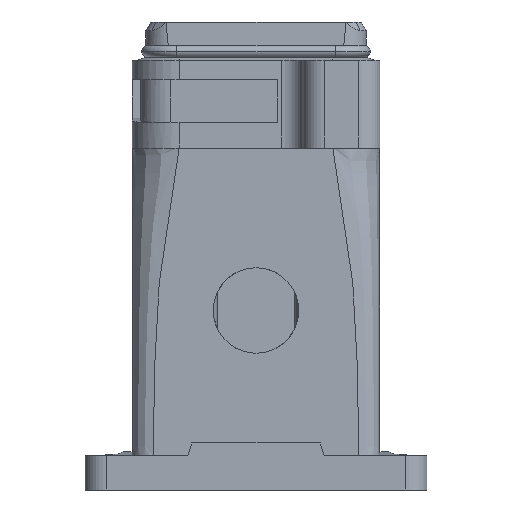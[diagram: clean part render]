
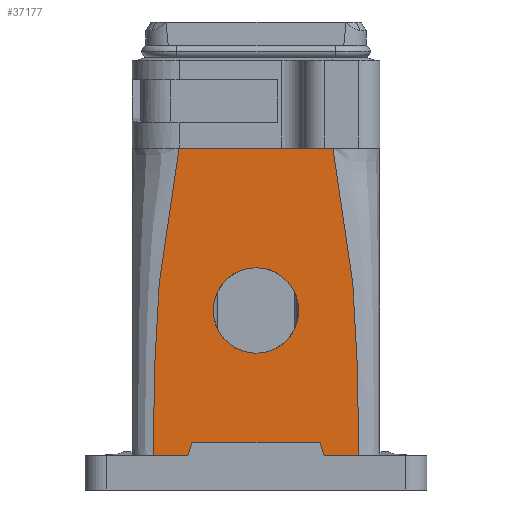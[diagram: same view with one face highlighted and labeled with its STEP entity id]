
A CAD part, front view. The second image highlights one B-rep face of the part: STEP entity #37177.
In plain terms, the highlighted planar face has unit normal (0, -1, 0).
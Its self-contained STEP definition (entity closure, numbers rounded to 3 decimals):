
#35260=AXIS2_PLACEMENT_3D('Circle Axis2P3D',#35258,#35259,$) ;
#35276=AXIS2_PLACEMENT_3D('Circle Axis2P3D',#35274,#35275,$) ;
#37111=AXIS2_PLACEMENT_3D('Plane Axis2P3D',#37108,#37109,#37110) ;
#7894=CARTESIAN_POINT('Vertex',(22.,29.499,80.)) ;
#7897=CARTESIAN_POINT('Line Origine',(34.,29.499,80.)) ;
#7901=CARTESIAN_POINT('Vertex',(46.,29.499,80.)) ;
#8617=CARTESIAN_POINT('Vertex',(16.,29.5,8.)) ;
#8621=CARTESIAN_POINT('Control Point',(22.,29.5,80.)) ;
#8622=CARTESIAN_POINT('Control Point',(22.,29.5,79.692)) ;
#8623=CARTESIAN_POINT('Control Point',(22.,29.5,79.387)) ;
#8624=CARTESIAN_POINT('Control Point',(21.999,29.5,79.098)) ;
#8625=CARTESIAN_POINT('Control Point',(21.993,29.5,78.474)) ;
#8626=CARTESIAN_POINT('Control Point',(21.978,29.5,77.849)) ;
#8627=CARTESIAN_POINT('Control Point',(21.967,29.5,77.532)) ;
#8628=CARTESIAN_POINT('Control Point',(21.9,29.5,76.111)) ;
#8629=CARTESIAN_POINT('Control Point',(21.752,29.5,74.694)) ;
#8630=CARTESIAN_POINT('Control Point',(21.578,29.5,73.597)) ;
#8631=CARTESIAN_POINT('Control Point',(21.17,29.5,71.575)) ;
#8632=CARTESIAN_POINT('Control Point',(20.67,29.5,69.567)) ;
#8633=CARTESIAN_POINT('Control Point',(20.431,29.5,68.644)) ;
#8634=CARTESIAN_POINT('Control Point',(19.976,29.5,66.856)) ;
#8635=CARTESIAN_POINT('Control Point',(19.567,29.5,65.061)) ;
#8636=CARTESIAN_POINT('Control Point',(19.386,29.5,64.191)) ;
#8637=CARTESIAN_POINT('Control Point',(19.126,29.5,62.781)) ;
#8638=CARTESIAN_POINT('Control Point',(18.895,29.5,61.369)) ;
#8639=CARTESIAN_POINT('Control Point',(18.816,29.5,60.875)) ;
#8640=CARTESIAN_POINT('Control Point',(18.652,29.5,59.807)) ;
#8641=CARTESIAN_POINT('Control Point',(18.499,29.5,58.737)) ;
#8642=CARTESIAN_POINT('Control Point',(18.426,29.5,58.206)) ;
#8643=CARTESIAN_POINT('Control Point',(17.469,29.5,51.049)) ;
#8644=CARTESIAN_POINT('Control Point',(16.927,29.5,43.855)) ;
#8645=CARTESIAN_POINT('Control Point',(16.528,29.5,37.157)) ;
#8646=CARTESIAN_POINT('Control Point',(16.152,29.5,27.47)) ;
#8647=CARTESIAN_POINT('Control Point',(16.022,29.5,17.78)) ;
#8648=CARTESIAN_POINT('Control Point',(16.003,29.5,14.755)) ;
#8649=CARTESIAN_POINT('Control Point',(16.,29.5,11.607)) ;
#8650=CARTESIAN_POINT('Control Point',(16.,29.5,8.458)) ;
#8651=CARTESIAN_POINT('Control Point',(16.,29.5,8.322)) ;
#8652=CARTESIAN_POINT('Control Point',(16.,29.5,8.17)) ;
#8653=CARTESIAN_POINT('Control Point',(16.,29.5,8.)) ;
#8721=CARTESIAN_POINT('Vertex',(24.063,29.5,8.)) ;
#8724=CARTESIAN_POINT('Line Origine',(20.031,29.5,8.)) ;
#8765=CARTESIAN_POINT('Line Origine',(24.531,29.5,9.5)) ;
#8769=CARTESIAN_POINT('Vertex',(25.,29.5,11.)) ;
#8796=CARTESIAN_POINT('Line Origine',(40.,29.5,11.)) ;
#8800=CARTESIAN_POINT('Vertex',(55.,29.5,11.)) ;
#35248=CARTESIAN_POINT('Vertex',(31.224,29.5,46.794)) ;
#35255=CARTESIAN_POINT('Vertex',(48.776,29.5,37.206)) ;
#35258=CARTESIAN_POINT('Axis2P3D Location',(40.,29.5,42.)) ;
#35274=CARTESIAN_POINT('Axis2P3D Location',(40.,29.5,42.)) ;
#37002=CARTESIAN_POINT('Vertex',(55.938,29.5,8.)) ;
#37005=CARTESIAN_POINT('Line Origine',(55.469,29.5,9.5)) ;
#37108=CARTESIAN_POINT('Axis2P3D Location',(69.,29.5,8.)) ;
#37113=CARTESIAN_POINT('Line Origine',(59.969,29.5,8.)) ;
#37117=CARTESIAN_POINT('Vertex',(64.,29.5,8.)) ;
#37121=CARTESIAN_POINT('Control Point',(58.,29.5,80.)) ;
#37122=CARTESIAN_POINT('Control Point',(58.,29.5,79.692)) ;
#37123=CARTESIAN_POINT('Control Point',(58.,29.5,79.387)) ;
#37124=CARTESIAN_POINT('Control Point',(58.001,29.5,79.098)) ;
#37125=CARTESIAN_POINT('Control Point',(58.007,29.5,78.474)) ;
#37126=CARTESIAN_POINT('Control Point',(58.022,29.5,77.849)) ;
#37127=CARTESIAN_POINT('Control Point',(58.033,29.5,77.532)) ;
#37128=CARTESIAN_POINT('Control Point',(58.1,29.5,76.111)) ;
#37129=CARTESIAN_POINT('Control Point',(58.248,29.5,74.694)) ;
#37130=CARTESIAN_POINT('Control Point',(58.422,29.5,73.597)) ;
#37131=CARTESIAN_POINT('Control Point',(58.83,29.5,71.575)) ;
#37132=CARTESIAN_POINT('Control Point',(59.33,29.5,69.567)) ;
#37133=CARTESIAN_POINT('Control Point',(59.569,29.5,68.644)) ;
#37134=CARTESIAN_POINT('Control Point',(60.024,29.5,66.856)) ;
#37135=CARTESIAN_POINT('Control Point',(60.433,29.5,65.061)) ;
#37136=CARTESIAN_POINT('Control Point',(60.614,29.5,64.191)) ;
#37137=CARTESIAN_POINT('Control Point',(60.874,29.5,62.781)) ;
#37138=CARTESIAN_POINT('Control Point',(61.105,29.5,61.369)) ;
#37139=CARTESIAN_POINT('Control Point',(61.184,29.5,60.875)) ;
#37140=CARTESIAN_POINT('Control Point',(61.348,29.5,59.807)) ;
#37141=CARTESIAN_POINT('Control Point',(61.501,29.5,58.737)) ;
#37142=CARTESIAN_POINT('Control Point',(61.574,29.5,58.206)) ;
#37143=CARTESIAN_POINT('Control Point',(62.531,29.5,51.049)) ;
#37144=CARTESIAN_POINT('Control Point',(63.073,29.5,43.855)) ;
#37145=CARTESIAN_POINT('Control Point',(63.472,29.5,37.157)) ;
#37146=CARTESIAN_POINT('Control Point',(63.848,29.5,27.47)) ;
#37147=CARTESIAN_POINT('Control Point',(63.978,29.5,17.78)) ;
#37148=CARTESIAN_POINT('Control Point',(63.997,29.5,14.755)) ;
#37149=CARTESIAN_POINT('Control Point',(64.,29.5,11.607)) ;
#37150=CARTESIAN_POINT('Control Point',(64.,29.5,8.458)) ;
#37151=CARTESIAN_POINT('Control Point',(64.,29.5,8.322)) ;
#37152=CARTESIAN_POINT('Control Point',(64.,29.5,8.17)) ;
#37153=CARTESIAN_POINT('Control Point',(64.,29.5,8.)) ;
#37154=CARTESIAN_POINT('Vertex',(58.,29.5,80.)) ;
#37157=CARTESIAN_POINT('Line Origine',(52.,29.5,80.)) ;
#7898=DIRECTION('Vector Direction',(1.,0.,0.)) ;
#8725=DIRECTION('Vector Direction',(-1.,0.,0.)) ;
#8766=DIRECTION('Vector Direction',(0.298,0.,0.954)) ;
#8797=DIRECTION('Vector Direction',(1.,0.,0.)) ;
#35259=DIRECTION('Axis2P3D Direction',(-0.,1.,0.)) ;
#35275=DIRECTION('Axis2P3D Direction',(-0.,1.,0.)) ;
#37006=DIRECTION('Vector Direction',(-0.298,0.,0.954)) ;
#37109=DIRECTION('Axis2P3D Direction',(0.,1.,0.)) ;
#37110=DIRECTION('Axis2P3D XDirection',(-1.,0.,0.)) ;
#37114=DIRECTION('Vector Direction',(-1.,0.,0.)) ;
#37158=DIRECTION('Vector Direction',(-1.,0.,0.)) ;
#7899=VECTOR('Line Direction',#7898,1.) ;
#8726=VECTOR('Line Direction',#8725,1.) ;
#8767=VECTOR('Line Direction',#8766,1.) ;
#8798=VECTOR('Line Direction',#8797,1.) ;
#37007=VECTOR('Line Direction',#37006,1.) ;
#37115=VECTOR('Line Direction',#37114,1.) ;
#37159=VECTOR('Line Direction',#37158,1.) ;
#37163=ORIENTED_EDGE('',*,*,#8654,.F.) ;
#37164=ORIENTED_EDGE('',*,*,#8728,.T.) ;
#37165=ORIENTED_EDGE('',*,*,#8771,.T.) ;
#37166=ORIENTED_EDGE('',*,*,#8802,.T.) ;
#37167=ORIENTED_EDGE('',*,*,#37009,.F.) ;
#37168=ORIENTED_EDGE('',*,*,#37119,.T.) ;
#37169=ORIENTED_EDGE('',*,*,#37156,.T.) ;
#37170=ORIENTED_EDGE('',*,*,#37161,.F.) ;
#37171=ORIENTED_EDGE('',*,*,#7903,.F.) ;
#37174=ORIENTED_EDGE('',*,*,#35262,.T.) ;
#37175=ORIENTED_EDGE('',*,*,#35278,.T.) ;
#37176=FACE_BOUND('',#37173,.T.) ;
#37177=ADVANCED_FACE('Housing',(#37172,#37176),#37112,.F.) ;
#8620=B_SPLINE_CURVE_WITH_KNOTS('',5,(#8621,#8622,#8623,#8624,#8625,#8626,#8627,#8628,#8629,#8630,#8631,#8632,#8633,#8634,#8635,#8636,#8637,#8638,#8639,#8640,#8641,#8642,#8643,#8644,#8645,#8646,#8647,#8648,#8649,#8650,#8651,#8652,#8653),.UNSPECIFIED.,.F.,.U.,(6,3,3,3,3,3,3,3,3,3,6),(24.942,27.609,30.353,39.921,48.093,55.732,60.435,65.06,122.789,148.983,150.058),.UNSPECIFIED.) ;
#37120=B_SPLINE_CURVE_WITH_KNOTS('',5,(#37121,#37122,#37123,#37124,#37125,#37126,#37127,#37128,#37129,#37130,#37131,#37132,#37133,#37134,#37135,#37136,#37137,#37138,#37139,#37140,#37141,#37142,#37143,#37144,#37145,#37146,#37147,#37148,#37149,#37150,#37151,#37152,#37153),.UNSPECIFIED.,.F.,.U.,(6,3,3,3,3,3,3,3,3,3,6),(24.942,27.609,30.353,39.921,48.093,55.732,60.435,65.06,122.789,148.983,150.058),.UNSPECIFIED.) ;
#35261=CIRCLE('generated circle',#35260,10.) ;
#35277=CIRCLE('generated circle',#35276,10.) ;
#7903=EDGE_CURVE('',#7895,#7902,#7900,.T.) ;
#8654=EDGE_CURVE('',#8618,#7895,#8620,.F.) ;
#8728=EDGE_CURVE('',#8618,#8722,#8727,.F.) ;
#8771=EDGE_CURVE('',#8722,#8770,#8768,.T.) ;
#8802=EDGE_CURVE('',#8770,#8801,#8799,.T.) ;
#35262=EDGE_CURVE('',#35249,#35256,#35261,.T.) ;
#35278=EDGE_CURVE('',#35256,#35249,#35277,.T.) ;
#37009=EDGE_CURVE('',#37003,#8801,#37008,.T.) ;
#37119=EDGE_CURVE('',#37003,#37118,#37116,.F.) ;
#37156=EDGE_CURVE('',#37118,#37155,#37120,.F.) ;
#37161=EDGE_CURVE('',#7902,#37155,#37160,.F.) ;
#37162=EDGE_LOOP('',(#37163,#37164,#37165,#37166,#37167,#37168,#37169,#37170,#37171)) ;
#37173=EDGE_LOOP('',(#37174,#37175)) ;
#37172=FACE_OUTER_BOUND('',#37162,.T.) ;
#7900=LINE('Line',#7897,#7899) ;
#8727=LINE('Line',#8724,#8726) ;
#8768=LINE('Line',#8765,#8767) ;
#8799=LINE('Line',#8796,#8798) ;
#37008=LINE('Line',#37005,#37007) ;
#37116=LINE('Line',#37113,#37115) ;
#37160=LINE('Line',#37157,#37159) ;
#37112=PLANE('',#37111) ;
#7895=VERTEX_POINT('',#7894) ;
#7902=VERTEX_POINT('',#7901) ;
#8618=VERTEX_POINT('',#8617) ;
#8722=VERTEX_POINT('',#8721) ;
#8770=VERTEX_POINT('',#8769) ;
#8801=VERTEX_POINT('',#8800) ;
#35249=VERTEX_POINT('',#35248) ;
#35256=VERTEX_POINT('',#35255) ;
#37003=VERTEX_POINT('',#37002) ;
#37118=VERTEX_POINT('',#37117) ;
#37155=VERTEX_POINT('',#37154) ;
